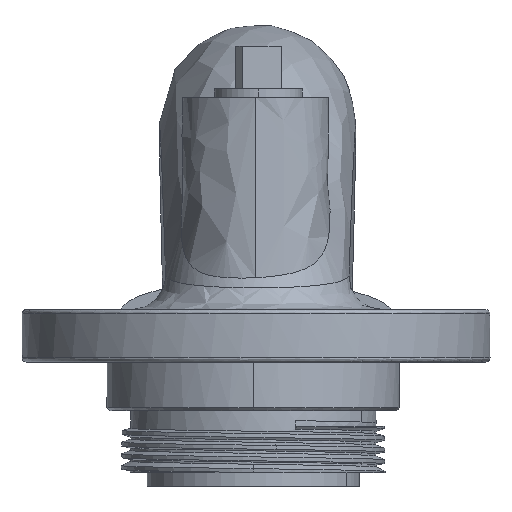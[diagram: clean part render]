
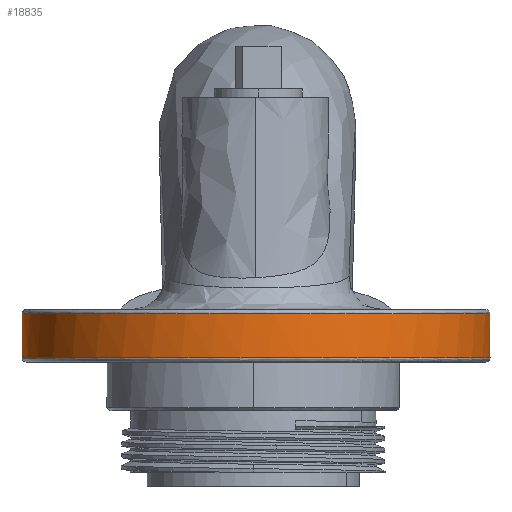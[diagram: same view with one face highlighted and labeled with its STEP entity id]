
A CAD part, left-side view. The second image highlights one B-rep face of the part: STEP entity #18835.
In plain terms, the highlighted free-form (B-spline) face has degree [2, 1] with [5, 2] control points.
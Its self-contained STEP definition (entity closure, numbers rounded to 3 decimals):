
#17768 = VERTEX_POINT('',#17769);
#17769 = CARTESIAN_POINT('',(65.272,-229.567,
    48.599));
#17837 = VERTEX_POINT('',#17838);
#17838 = CARTESIAN_POINT('',(63.855,224.278,
    48.599));
#18167 = EDGE_CURVE('',#17768,#17837,#18168,.T.);
#18168 = ( BOUNDED_CURVE() B_SPLINE_CURVE(2,(#18169,#18170,#18171,#18172
,#18173),.UNSPECIFIED.,.F.,.F.) B_SPLINE_CURVE_WITH_KNOTS((3,2,3),(
    4.437,6.28,8.124),
.PIECEWISE_BEZIER_KNOTS.) CURVE() GEOMETRIC_REPRESENTATION_ITEM() 
RATIONAL_B_SPLINE_CURVE((1.,0.604,1.,0.604,1.)) 
REPRESENTATION_ITEM('') );
#18169 = CARTESIAN_POINT('',(65.272,-229.567,
    48.599));
#18170 = CARTESIAN_POINT('',(-233.559,-314.148,
    48.599));
#18171 = CARTESIAN_POINT('',(-234.529,-3.578,
    48.599));
#18172 = CARTESIAN_POINT('',(-235.499,306.991,
    48.599));
#18173 = CARTESIAN_POINT('',(63.855,224.278,
    48.599));
#18741 = EDGE_CURVE('',#18742,#17768,#18744,.T.);
#18742 = VERTEX_POINT('',#18743);
#18743 = CARTESIAN_POINT('',(65.272,-229.567,
    4.418));
#18744 = B_SPLINE_CURVE_WITH_KNOTS('',1,(#18745,#18746),.UNSPECIFIED.,
  .F.,.F.,(2,2),(-15.,15.),.PIECEWISE_BEZIER_KNOTS.);
#18745 = CARTESIAN_POINT('',(65.272,-229.567,
    4.418));
#18746 = CARTESIAN_POINT('',(65.272,-229.567,
    48.599));
#18761 = EDGE_CURVE('',#18762,#17837,#18764,.T.);
#18762 = VERTEX_POINT('',#18763);
#18763 = CARTESIAN_POINT('',(63.855,224.278,
    4.418));
#18764 = B_SPLINE_CURVE_WITH_KNOTS('',1,(#18765,#18766),.UNSPECIFIED.,
  .F.,.F.,(2,2),(-15.,15.),.PIECEWISE_BEZIER_KNOTS.);
#18765 = CARTESIAN_POINT('',(63.855,224.278,
    4.418));
#18766 = CARTESIAN_POINT('',(63.855,224.278,
    48.599));
#18835 = ADVANCED_FACE('',(#18836),#18849,.T.);
#18836 = FACE_BOUND('',#18837,.T.);
#18837 = EDGE_LOOP('',(#18838,#18839,#18840,#18841));
#18838 = ORIENTED_EDGE('',*,*,#18741,.T.);
#18839 = ORIENTED_EDGE('',*,*,#18167,.T.);
#18840 = ORIENTED_EDGE('',*,*,#18761,.F.);
#18841 = ORIENTED_EDGE('',*,*,#18842,.T.);
#18842 = EDGE_CURVE('',#18762,#18742,#18843,.T.);
#18843 = ( BOUNDED_CURVE() B_SPLINE_CURVE(2,(#18844,#18845,#18846,#18847
,#18848),.UNSPECIFIED.,.F.,.F.) B_SPLINE_CURVE_WITH_KNOTS((3,2,3),(
    1.301,3.145,4.988),
.PIECEWISE_BEZIER_KNOTS.) CURVE() GEOMETRIC_REPRESENTATION_ITEM() 
RATIONAL_B_SPLINE_CURVE((1.,0.604,1.,0.604,1.)) 
REPRESENTATION_ITEM('') );
#18844 = CARTESIAN_POINT('',(63.855,224.278,
    4.418));
#18845 = CARTESIAN_POINT('',(-235.499,306.991,
    4.418));
#18846 = CARTESIAN_POINT('',(-234.529,-3.578,
    4.418));
#18847 = CARTESIAN_POINT('',(-233.559,-314.148,
    4.418));
#18848 = CARTESIAN_POINT('',(65.272,-229.567,
    4.418));
#18849 = ( BOUNDED_SURFACE() B_SPLINE_SURFACE(2,1,(
    (#18850,#18851)
    ,(#18852,#18853)
    ,(#18854,#18855)
    ,(#18856,#18857)
    ,(#18858,#18859
)),.UNSPECIFIED.,.F.,.F.,.F.) B_SPLINE_SURFACE_WITH_KNOTS((3,2,3),(2,2),
  (0.,1.843,3.687),(-14.816,15.184),
.PIECEWISE_BEZIER_KNOTS.) GEOMETRIC_REPRESENTATION_ITEM() 
RATIONAL_B_SPLINE_SURFACE((
    (1.,1.)
    ,(0.604,0.604)
    ,(1.,1.)
    ,(0.604,0.604)
,(1.,1.))) REPRESENTATION_ITEM('') SURFACE() );
#18850 = CARTESIAN_POINT('',(63.855,224.278,
    4.418));
#18851 = CARTESIAN_POINT('',(63.855,224.278,
    48.599));
#18852 = CARTESIAN_POINT('',(-235.499,306.991,
    4.418));
#18853 = CARTESIAN_POINT('',(-235.499,306.991,
    48.599));
#18854 = CARTESIAN_POINT('',(-234.529,-3.578,
    4.418));
#18855 = CARTESIAN_POINT('',(-234.529,-3.578,
    48.599));
#18856 = CARTESIAN_POINT('',(-233.559,-314.148,
    4.418));
#18857 = CARTESIAN_POINT('',(-233.559,-314.148,
    48.599));
#18858 = CARTESIAN_POINT('',(65.272,-229.567,
    4.418));
#18859 = CARTESIAN_POINT('',(65.272,-229.567,
    48.599));
